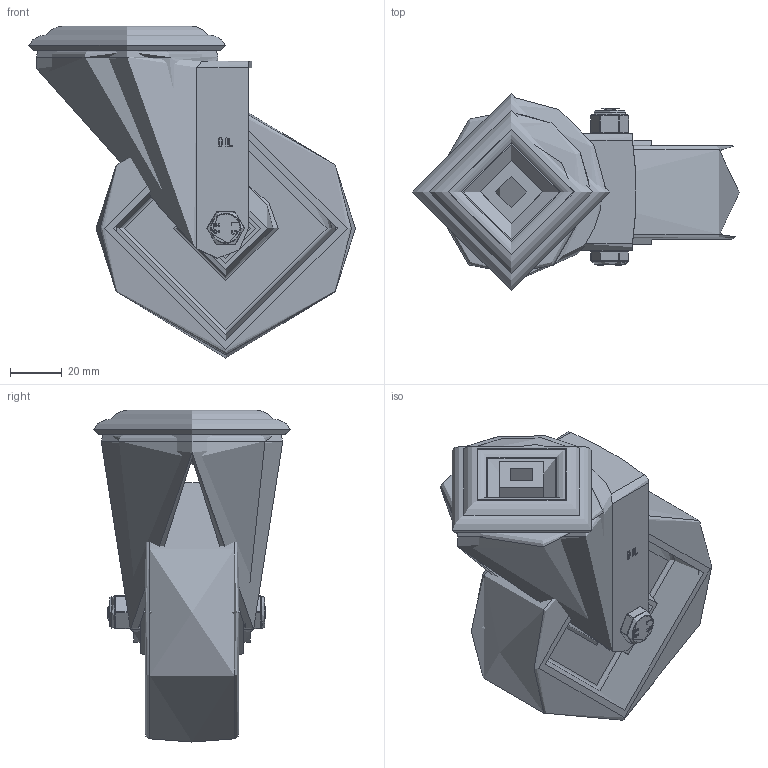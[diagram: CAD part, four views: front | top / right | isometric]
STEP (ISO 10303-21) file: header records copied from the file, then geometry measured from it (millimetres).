
FILE_DESCRIPTION(/* description */ ('','CAx-IF Rec.Pracs.---Representation and Presentation of Product Manufacturing Information (PMI)---4.0---2014-10-13'),/* implementation_level */ '2;1');
FILE_NAME(/* name */ 'BZMM100PLBBH12.step',/* time_stamp */ '2024-12-16T11:54:58Z',/* author */ (''),/* organization */ (''),/* preprocessor_version */ 'ST-DEVELOPER v20',/* originating_system */ 'Autodesk Translation Framework v13.20.0.188',/* authorisation */ '');
FILE_SCHEMA (('AP242_MANAGED_MODEL_BASED_3D_ENGINEERING_MIM_LF { 1 0 10303 442 1 1 4 }'));
Length unit declared in the file: millimetre
Products named in the file (18): BZMM100PLBBH12; BZMM100ASBH12 v1; ZINC PLATED PRESSED STEEL HEAD; ZINC PLATED, PRESSED STEEL FORKS; BZML100WPLRBBLK v1; ROLLER BEARING; Pattern; Component1; CAGE; POLYPROPYLENE WHEEL; TUBEM12X40 v1; ZINC PLATED STEEL TUBE; HEXBOLTM8X55Z8.8 v2; GRADE 8.8 ZINC PLATED BOLT; NYLOCM8Z v1; NYLOC NUT; NUT; RUBBER
Assembly tree (24 placements, depth 5):
  BZMM100PLBBH12
    BZMM100ASBH12 v1
      ZINC PLATED PRESSED STEEL HEAD
      ZINC PLATED, PRESSED STEEL FORKS
    BZML100WPLRBBLK v1
      ROLLER BEARING
        Pattern
          Component1  x8
        CAGE
      POLYPROPYLENE WHEEL
    TUBEM12X40 v1
      ZINC PLATED STEEL TUBE
    HEXBOLTM8X55Z8.8 v2
      GRADE 8.8 ZINC PLATED BOLT
    NYLOCM8Z v1
      NYLOC NUT
        NUT
        RUBBER
Bounding box: 126 x 76 x 128 mm (x, y, z)
Volume: 194658.7 mm3; surface area: 93766.7 mm2
Topology: 16 solids, 16 shells, 397 faces, 924 edges, 582 vertices
Faces by surface type: plane 160, cylinder 134, bspline 39, torus 28, sphere 24, cone 12
Full cylindrical faces by diameter (mm): 0.664 x2, 3.5 x8, 6.446 x7, 7.866 x13, 8 x3, 8.2 x2, 8.4 x1, 8.6 x2, 11.5 x1, 11.9 x1, 12 x1, 12.1 x1, 12.2 x1, 17.5 x1, 19 x1, 21.313 x1, 23 x1, 24 x3, 27 x1, 38 x1, 49.5 x1, 65 x1, 70 x1, 72 x1
Entity records: 17281 total; most frequent: CARTESIAN_POINT 8170, DIRECTION 1798, ORIENTED_EDGE 1794, EDGE_CURVE 897, AXIS2_PLACEMENT_3D 703, VERTEX_POINT 568, EDGE_LOOP 439, LINE 392
